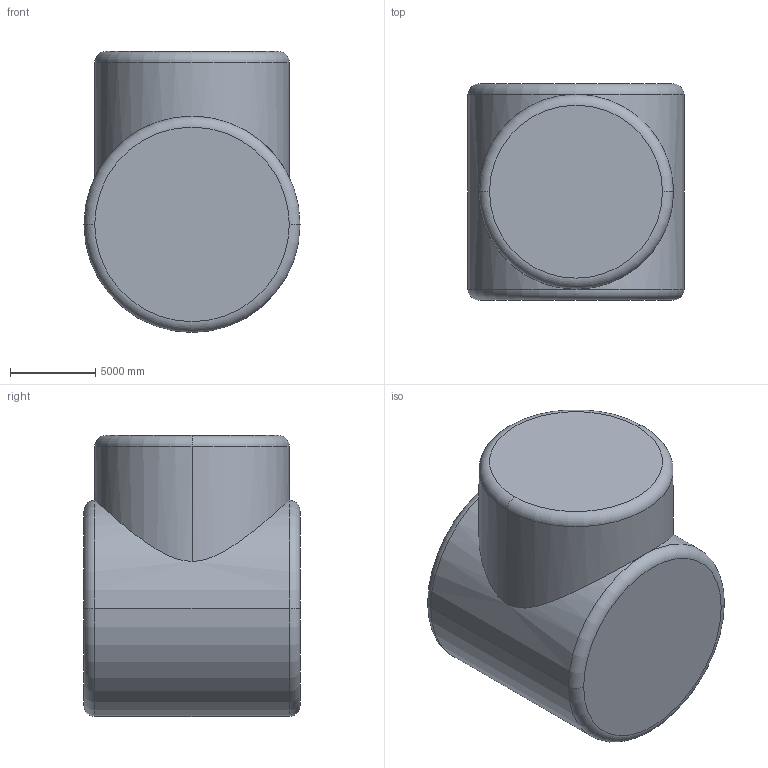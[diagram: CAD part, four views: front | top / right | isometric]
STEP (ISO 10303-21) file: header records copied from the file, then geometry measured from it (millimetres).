
FILE_DESCRIPTION((''),'2;1');
FILE_NAME('SAMPLE_ROUND','2026-02-25T21:34:51',('VSrinivasan'),(''),'CREO PARAMETRIC BY PTC INC, 2024401','CREO PARAMETRIC BY PTC INC, 2024401','');
FILE_SCHEMA(('CONFIG_CONTROL_DESIGN'));
Length unit declared in the file: inch
Products named in the file (1): SAMPLE_ROUND
Bounding box: 12700 x 12700 x 16510 mm (x, y, z)
Volume: 2065422043249.4 mm3; surface area: 906248153.6 mm2
Topology: 1 solids, 1 shells, 14 faces, 28 edges, 16 vertices
Faces by surface type: torus 6, cylinder 5, plane 3
Entity records: 1146 total; most frequent: CARTESIAN_POINT 804, DIRECTION 72, ORIENTED_EDGE 56, AXIS2_PLACEMENT_3D 34, EDGE_CURVE 28, CIRCLE 20, VERTEX_POINT 16, EDGE_LOOP 14
